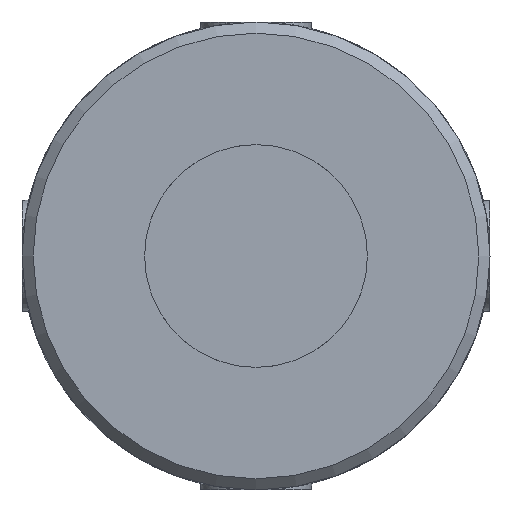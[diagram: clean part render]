
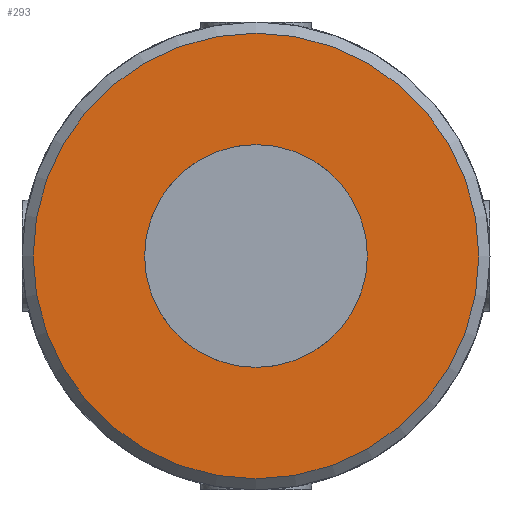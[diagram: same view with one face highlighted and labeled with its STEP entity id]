
A CAD part, left-side view. The second image highlights one B-rep face of the part: STEP entity #293.
In plain terms, the highlighted planar face has unit normal (-1, 0, 0).
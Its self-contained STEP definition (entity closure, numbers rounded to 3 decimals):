
#293 = ADVANCED_FACE( '', ( #555, #556 ), #557, .T. );
#555 = FACE_BOUND( '', #799, .T. );
#556 = FACE_OUTER_BOUND( '', #800, .T. );
#557 = PLANE( '', #801 );
#799 = EDGE_LOOP( '', ( #1302 ) );
#800 = EDGE_LOOP( '', ( #1303 ) );
#801 = AXIS2_PLACEMENT_3D( '', #1304, #1305, #1306 );
#1302 = ORIENTED_EDGE( '', *, *, #1394, .T. );
#1303 = ORIENTED_EDGE( '', *, *, #1557, .F. );
#1304 = CARTESIAN_POINT( '', ( 0., 20., 0. ) );
#1305 = DIRECTION( '', ( -1., 0., 0. ) );
#1306 = DIRECTION( '', ( 0., 0., 1. ) );
#1394 = EDGE_CURVE( '', #1603, #1603, #1604, .T. );
#1557 = EDGE_CURVE( '', #1854, #1854, #1855, .T. );
#1603 = VERTEX_POINT( '', #1994 );
#1604 = CIRCLE( '', #1995, 10. );
#1854 = VERTEX_POINT( '', #2857 );
#1855 = CIRCLE( '', #2858, 20. );
#1994 = CARTESIAN_POINT( '', ( 0., 0., -10. ) );
#1995 = AXIS2_PLACEMENT_3D( '', #3251, #3252, #3253 );
#2857 = CARTESIAN_POINT( '', ( 0., 0., -20. ) );
#2858 = AXIS2_PLACEMENT_3D( '', #3423, #3424, #3425 );
#3251 = CARTESIAN_POINT( '', ( 0., 0., 0. ) );
#3252 = DIRECTION( '', ( 1., 0., 0. ) );
#3253 = DIRECTION( '', ( 0., 0., -1. ) );
#3423 = CARTESIAN_POINT( '', ( 0., 0., 0. ) );
#3424 = DIRECTION( '', ( 1., 0., 0. ) );
#3425 = DIRECTION( '', ( 0., 0., -1. ) );
